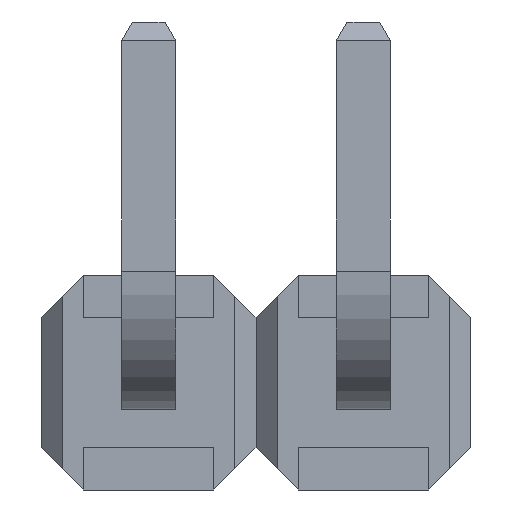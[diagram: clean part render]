
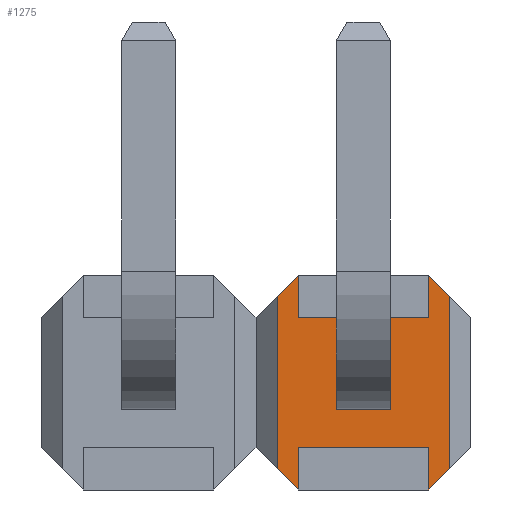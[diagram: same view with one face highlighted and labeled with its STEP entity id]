
A CAD part, front view. The second image highlights one B-rep face of the part: STEP entity #1275.
In plain terms, the highlighted planar face has unit normal (0, -1, 0).
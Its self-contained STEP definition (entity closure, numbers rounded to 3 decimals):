
#174=DIRECTION('',(-0.707,0.,-0.707));
#175=VECTOR('',#174,0.354);
#176=CARTESIAN_POINT('',(6.1,-1.94,-1.02));
#177=LINE('',#176,#175);
#202=DIRECTION('',(0.,0.,-1.));
#203=VECTOR('',#202,0.5);
#204=CARTESIAN_POINT('',(5.85,-1.94,-0.77));
#205=LINE('',#204,#203);
#209=DIRECTION('',(1.,0.,0.));
#210=VECTOR('',#209,1.54);
#211=CARTESIAN_POINT('',(4.31,-1.94,-0.77));
#212=LINE('',#211,#210);
#216=DIRECTION('',(0.,0.,1.));
#217=VECTOR('',#216,0.5);
#218=CARTESIAN_POINT('',(4.31,-1.94,-1.27));
#219=LINE('',#218,#217);
#223=DIRECTION('',(0.,0.,1.));
#224=VECTOR('',#223,0.5);
#225=CARTESIAN_POINT('',(4.31,-1.94,0.77));
#226=LINE('',#225,#224);
#230=DIRECTION('',(-1.,0.,0.));
#231=VECTOR('',#230,1.54);
#232=CARTESIAN_POINT('',(5.85,-1.94,0.77));
#233=LINE('',#232,#231);
#237=DIRECTION('',(0.,0.,-1.));
#238=VECTOR('',#237,0.5);
#239=CARTESIAN_POINT('',(5.85,-1.94,1.27));
#240=LINE('',#239,#238);
#244=DIRECTION('',(0.,0.,1.));
#245=VECTOR('',#244,0.635);
#246=CARTESIAN_POINT('',(4.763,-1.94,-0.318));
#247=LINE('',#246,#245);
#251=DIRECTION('',(-1.,0.,0.));
#252=VECTOR('',#251,0.635);
#253=CARTESIAN_POINT('',(5.398,-1.94,-0.318));
#254=LINE('',#253,#252);
#258=DIRECTION('',(0.,0.,-1.));
#259=VECTOR('',#258,0.635);
#260=CARTESIAN_POINT('',(5.398,-1.94,0.318));
#261=LINE('',#260,#259);
#265=DIRECTION('',(1.,0.,0.));
#266=VECTOR('',#265,0.635);
#267=CARTESIAN_POINT('',(4.763,-1.94,0.318));
#268=LINE('',#267,#266);
#286=DIRECTION('',(0.,0.,1.));
#287=VECTOR('',#286,2.04);
#288=CARTESIAN_POINT('',(6.1,-1.94,-1.02));
#289=LINE('',#288,#287);
#300=DIRECTION('',(0.707,0.,-0.707));
#301=VECTOR('',#300,0.354);
#302=CARTESIAN_POINT('',(5.85,-1.94,1.27));
#303=LINE('',#302,#301);
#440=DIRECTION('',(-0.707,0.,0.707));
#441=VECTOR('',#440,0.354);
#442=CARTESIAN_POINT('',(4.31,-1.94,-1.27));
#443=LINE('',#442,#441);
#692=DIRECTION('',(0.,0.,-1.));
#693=VECTOR('',#692,2.04);
#694=CARTESIAN_POINT('',(4.06,-1.94,1.02));
#695=LINE('',#694,#693);
#706=DIRECTION('',(0.707,0.,0.707));
#707=VECTOR('',#706,0.354);
#708=CARTESIAN_POINT('',(4.06,-1.94,1.02));
#709=LINE('',#708,#707);
#1033=CARTESIAN_POINT('',(5.85,-1.94,0.77));
#1034=CARTESIAN_POINT('',(4.31,-1.94,0.77));
#1035=VERTEX_POINT('',#1033);
#1036=VERTEX_POINT('',#1034);
#1037=CARTESIAN_POINT('',(4.31,-1.94,-0.77));
#1038=CARTESIAN_POINT('',(5.85,-1.94,-0.77));
#1039=VERTEX_POINT('',#1037);
#1040=VERTEX_POINT('',#1038);
#1057=CARTESIAN_POINT('',(5.85,-1.94,1.27));
#1058=VERTEX_POINT('',#1057);
#1059=CARTESIAN_POINT('',(4.31,-1.94,1.27));
#1060=VERTEX_POINT('',#1059);
#1061=CARTESIAN_POINT('',(4.31,-1.94,-1.27));
#1062=VERTEX_POINT('',#1061);
#1063=CARTESIAN_POINT('',(5.85,-1.94,-1.27));
#1064=VERTEX_POINT('',#1063);
#1077=CARTESIAN_POINT('',(6.1,-1.94,-1.02));
#1078=CARTESIAN_POINT('',(6.1,-1.94,1.02));
#1079=VERTEX_POINT('',#1077);
#1080=VERTEX_POINT('',#1078);
#1085=CARTESIAN_POINT('',(4.06,-1.94,1.02));
#1086=CARTESIAN_POINT('',(4.06,-1.94,-1.02));
#1087=VERTEX_POINT('',#1085);
#1088=VERTEX_POINT('',#1086);
#1097=CARTESIAN_POINT('',(4.763,-1.94,-0.318));
#1098=CARTESIAN_POINT('',(4.763,-1.94,0.318));
#1099=VERTEX_POINT('',#1097);
#1100=VERTEX_POINT('',#1098);
#1101=CARTESIAN_POINT('',(5.398,-1.94,0.318));
#1102=VERTEX_POINT('',#1101);
#1103=CARTESIAN_POINT('',(5.398,-1.94,-0.318));
#1104=VERTEX_POINT('',#1103);
#1235=CARTESIAN_POINT('',(0.,-1.94,0.));
#1236=DIRECTION('',(0.,-1.,0.));
#1237=DIRECTION('',(0.,0.,-1.));
#1238=AXIS2_PLACEMENT_3D('',#1235,#1236,#1237);
#1239=PLANE('',#1238);
#1241=ORIENTED_EDGE('',*,*,#1240,.F.);
#1242=ORIENTED_EDGE('',*,*,#1222,.T.);
#1244=ORIENTED_EDGE('',*,*,#1243,.F.);
#1246=ORIENTED_EDGE('',*,*,#1245,.F.);
#1248=ORIENTED_EDGE('',*,*,#1247,.F.);
#1250=ORIENTED_EDGE('',*,*,#1249,.T.);
#1252=ORIENTED_EDGE('',*,*,#1251,.F.);
#1254=ORIENTED_EDGE('',*,*,#1253,.T.);
#1256=ORIENTED_EDGE('',*,*,#1255,.F.);
#1258=ORIENTED_EDGE('',*,*,#1257,.F.);
#1260=ORIENTED_EDGE('',*,*,#1259,.F.);
#1262=ORIENTED_EDGE('',*,*,#1261,.T.);
#1263=EDGE_LOOP('',(#1241,#1242,#1244,#1246,#1248,#1250,#1252,#1254,#1256,#1258,
#1260,#1262));
#1264=FACE_OUTER_BOUND('',#1263,.F.);
#1266=ORIENTED_EDGE('',*,*,#1265,.F.);
#1268=ORIENTED_EDGE('',*,*,#1267,.F.);
#1270=ORIENTED_EDGE('',*,*,#1269,.F.);
#1272=ORIENTED_EDGE('',*,*,#1271,.F.);
#1273=EDGE_LOOP('',(#1266,#1268,#1270,#1272));
#1274=FACE_BOUND('',#1273,.F.);
#1275=ADVANCED_FACE('',(#1264,#1274),#1239,.T.);
#1222=EDGE_CURVE('',#1079,#1064,#177,.T.);
#1240=EDGE_CURVE('',#1079,#1080,#289,.T.);
#1243=EDGE_CURVE('',#1040,#1064,#205,.T.);
#1245=EDGE_CURVE('',#1039,#1040,#212,.T.);
#1247=EDGE_CURVE('',#1062,#1039,#219,.T.);
#1249=EDGE_CURVE('',#1062,#1088,#443,.T.);
#1251=EDGE_CURVE('',#1087,#1088,#695,.T.);
#1253=EDGE_CURVE('',#1087,#1060,#709,.T.);
#1255=EDGE_CURVE('',#1036,#1060,#226,.T.);
#1257=EDGE_CURVE('',#1035,#1036,#233,.T.);
#1259=EDGE_CURVE('',#1058,#1035,#240,.T.);
#1261=EDGE_CURVE('',#1058,#1080,#303,.T.);
#1265=EDGE_CURVE('',#1099,#1100,#247,.T.);
#1267=EDGE_CURVE('',#1104,#1099,#254,.T.);
#1269=EDGE_CURVE('',#1102,#1104,#261,.T.);
#1271=EDGE_CURVE('',#1100,#1102,#268,.T.);
